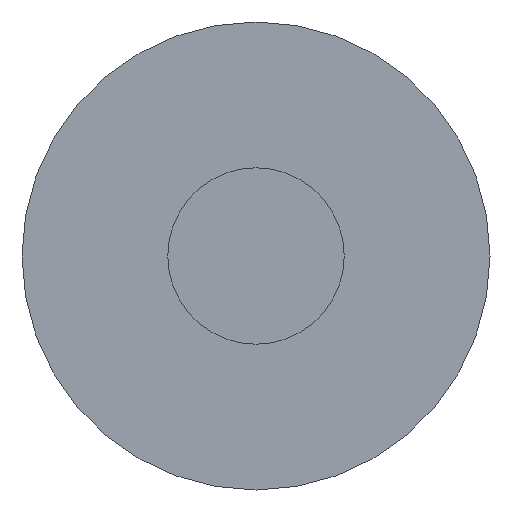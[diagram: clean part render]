
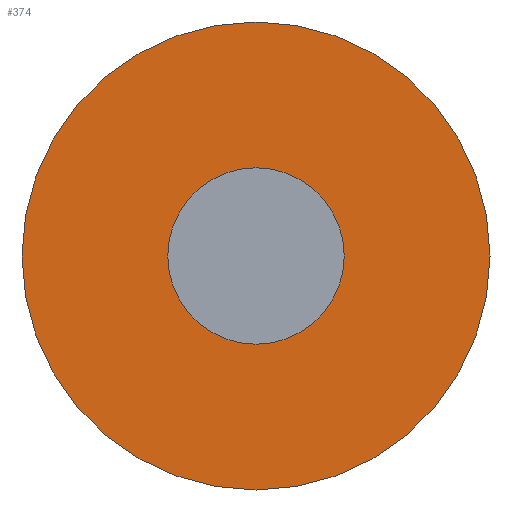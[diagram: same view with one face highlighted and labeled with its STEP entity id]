
A CAD part, front view. The second image highlights one B-rep face of the part: STEP entity #374.
In plain terms, the highlighted planar face has unit normal (0, -1, 0).
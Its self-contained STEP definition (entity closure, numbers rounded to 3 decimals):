
#7 = AXIS2_PLACEMENT_3D ( 'NONE', #241, #56, #278 ) ;
#21 = AXIS2_PLACEMENT_3D ( 'NONE', #440, #124, #376 ) ;
#25 = ORIENTED_EDGE ( 'NONE', *, *, #109, .F. ) ;
#27 = EDGE_CURVE ( 'NONE', #262, #437, #254, .T. ) ;
#41 = AXIS2_PLACEMENT_3D ( 'NONE', #379, #51, #382 ) ;
#47 = CIRCLE ( 'NONE', #7, 2.45 ) ;
#51 = DIRECTION ( 'NONE',  ( 0., 1., 0. ) ) ;
#56 = DIRECTION ( 'NONE',  ( 0., -1., 0. ) ) ;
#86 = AXIS2_PLACEMENT_3D ( 'NONE', #151, #188, #398 ) ;
#93 = FACE_BOUND ( 'NONE', #148, .T. ) ;
#109 = EDGE_CURVE ( 'NONE', #249, #191, #47, .T. ) ;
#118 = CARTESIAN_POINT ( 'NONE',  ( 0., 0., 6.5 ) ) ;
#121 = AXIS2_PLACEMENT_3D ( 'NONE', #193, #158, #123 ) ;
#123 = DIRECTION ( 'NONE',  ( 0., 0., -1. ) ) ;
#124 = DIRECTION ( 'NONE',  ( 0., -1., 0. ) ) ;
#126 = FACE_OUTER_BOUND ( 'NONE', #203, .T. ) ;
#148 = EDGE_LOOP ( 'NONE', ( #25, #443 ) ) ;
#151 = CARTESIAN_POINT ( 'NONE',  ( 0., 0., 0. ) ) ;
#158 = DIRECTION ( 'NONE',  ( 0., -1., 0. ) ) ;
#171 = ORIENTED_EDGE ( 'NONE', *, *, #267, .T. ) ;
#188 = DIRECTION ( 'NONE',  ( 0., -1., 0. ) ) ;
#191 = VERTEX_POINT ( 'NONE', #246 ) ;
#193 = CARTESIAN_POINT ( 'NONE',  ( 0., 0., 0. ) ) ;
#203 = EDGE_LOOP ( 'NONE', ( #171, #301 ) ) ;
#219 = CARTESIAN_POINT ( 'NONE',  ( 0., 0., -2.45 ) ) ;
#241 = CARTESIAN_POINT ( 'NONE',  ( 0., 0., 0. ) ) ;
#246 = CARTESIAN_POINT ( 'NONE',  ( 0., 0., 2.45 ) ) ;
#249 = VERTEX_POINT ( 'NONE', #219 ) ;
#254 = CIRCLE ( 'NONE', #21, 6.5 ) ;
#262 = VERTEX_POINT ( 'NONE', #118 ) ;
#264 = CIRCLE ( 'NONE', #86, 6.5 ) ;
#267 = EDGE_CURVE ( 'NONE', #437, #262, #264, .T. ) ;
#278 = DIRECTION ( 'NONE',  ( 0., 0., -1. ) ) ;
#281 = CIRCLE ( 'NONE', #121, 2.45 ) ;
#301 = ORIENTED_EDGE ( 'NONE', *, *, #27, .T. ) ;
#351 = CARTESIAN_POINT ( 'NONE',  ( 0., 0., -6.5 ) ) ;
#366 = EDGE_CURVE ( 'NONE', #191, #249, #281, .T. ) ;
#374 = ADVANCED_FACE ( 'NONE', ( #93, #126 ), #439, .F. ) ;
#376 = DIRECTION ( 'NONE',  ( 0., 0., -1. ) ) ;
#379 = CARTESIAN_POINT ( 'NONE',  ( -2.45, 0., 0. ) ) ;
#382 = DIRECTION ( 'NONE',  ( 0., 0., 1. ) ) ;
#398 = DIRECTION ( 'NONE',  ( 0., 0., -1. ) ) ;
#437 = VERTEX_POINT ( 'NONE', #351 ) ;
#439 = PLANE ( 'NONE',  #41 ) ;
#440 = CARTESIAN_POINT ( 'NONE',  ( 0., 0., 0. ) ) ;
#443 = ORIENTED_EDGE ( 'NONE', *, *, #366, .F. ) ;
